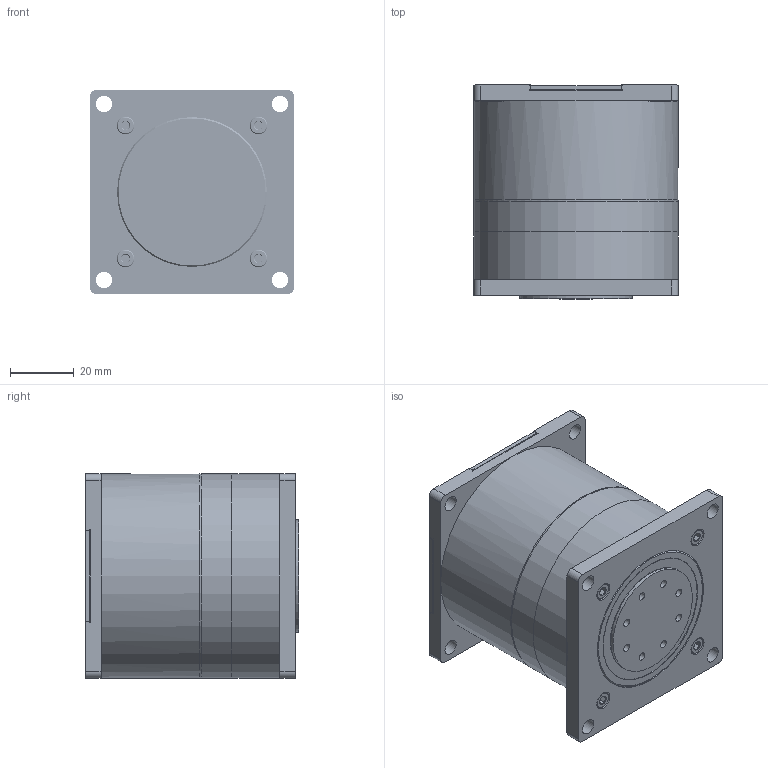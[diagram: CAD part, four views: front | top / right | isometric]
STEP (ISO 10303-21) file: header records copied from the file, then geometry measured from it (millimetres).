
FILE_DESCRIPTION(/* description */ (''),/* implementation_level */ '2;1');
FILE_NAME(/* name */ 'Mercury v3.1 3d.step',/* time_stamp */ '2017-09-27T15:28:47+02:00',/* author */ (''),/* organization */ (''),/* preprocessor_version */ 'ST-DEVELOPER v16.13',/* originating_system */ 'Autodesk Translation Framework v6.1.1.50',/* authorisation */ '');
FILE_SCHEMA (('AUTOMOTIVE_DESIGN { 1 0 10303 214 3 1 1 }'));
Length unit declared in the file: millimetre
Products named in the file (9): Assembly v14; CircularSpline v5; Motor housing v3.1 v14; HornHousing v4; Horn v2; 6906_SEALED_BALL BEARING v1; m3x35 counterbore v1; Motor cover v4; M2.5x4 FLAT-HEAD SOCKET CAP SCREW v1
Assembly tree (14 placements, depth 2):
  Assembly v14
    CircularSpline v5
    Motor housing v3.1 v14
    HornHousing v4
    Horn v2
    6906_SEALED_BALL BEARING v1
    m3x35 counterbore v1  x4
    Motor cover v4
    M2.5x4 FLAT-HEAD SOCKET CAP SCREW v1  x4
Bounding box: 64 x 67 x 64 mm (x, y, z)
Volume: 93574.7 mm3; surface area: 66794.1 mm2
Topology: 29 solids, 29 shells, 1198 faces, 3213 edges, 2108 vertices
Faces by surface type: plane 783, cylinder 282, cone 103, bspline 16, sphere 12, torus 2
Full cylindrical faces by diameter (mm): 1.471 x3, 2.075 x4, 2.5 x4, 2.529 x20, 3 x165, 4 x3, 5 x12, 5.5 x4, 5.6 x3, 5.8 x4, 6 x1, 6.4 x1, 8 x1, 10 x1, 30 x2, 35.159 x4, 35.2 x1, 41.841 x4, 45 x1, 47 x2, 50 x1, 54 x1, 60 x1, 64 x3
Entity records: 36731 total; most frequent: CARTESIAN_POINT 14205, ORIENTED_EDGE 4540, DIRECTION 4378, EDGE_CURVE 2270, LINE 1938, VECTOR 1938, VERTEX_POINT 1591, AXIS2_PLACEMENT_3D 1220
